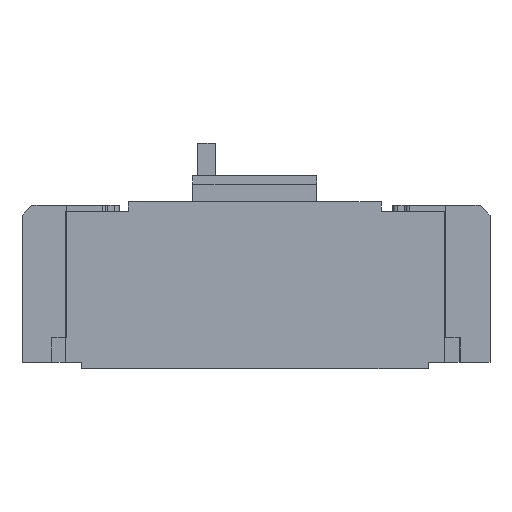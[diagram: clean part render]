
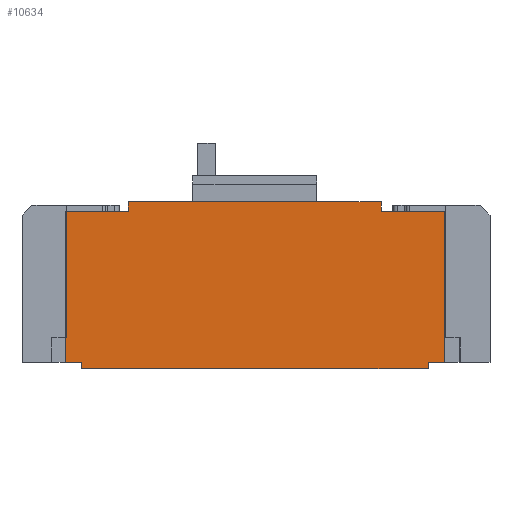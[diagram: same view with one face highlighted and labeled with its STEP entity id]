
A CAD part, left-side view. The second image highlights one B-rep face of the part: STEP entity #10634.
In plain terms, the highlighted planar face has unit normal (-1, 0, 0).
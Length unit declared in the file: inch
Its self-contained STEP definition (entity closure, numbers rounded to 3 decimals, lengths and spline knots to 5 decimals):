
#124 = VECTOR ( 'NONE', #12816, 39.37008 ) ;
#155 = ORIENTED_EDGE ( 'NONE', *, *, #4001, .F. ) ;
#221 = CARTESIAN_POINT ( 'NONE',  ( -2.06693, 4.48819, 2.5 ) ) ;
#502 = DIRECTION ( 'NONE',  ( 0., 0., -1. ) ) ;
#646 = LINE ( 'NONE', #7136, #15602 ) ;
#1183 = EDGE_CURVE ( 'NONE', #12027, #13002, #20555, .T. ) ;
#1356 = CARTESIAN_POINT ( 'NONE',  ( -2.06693, 0., 2.5 ) ) ;
#1614 = EDGE_CURVE ( 'NONE', #15913, #14166, #21362, .T. ) ;
#2074 = CARTESIAN_POINT ( 'NONE',  ( -2.06693, 0., 0.09843 ) ) ;
#2103 = DIRECTION ( 'NONE',  ( 0., 0., -1. ) ) ;
#2273 = CARTESIAN_POINT ( 'NONE',  ( -2.06693, 4.48819, 0. ) ) ;
#2468 = LINE ( 'NONE', #18312, #21082 ) ;
#2787 = CARTESIAN_POINT ( 'NONE',  ( -2.06693, 0., 0. ) ) ;
#2997 = VECTOR ( 'NONE', #10692, 39.37008 ) ;
#3534 = CARTESIAN_POINT ( 'NONE',  ( -2.06693, 0., 2.65748 ) ) ;
#3900 = ORIENTED_EDGE ( 'NONE', *, *, #1614, .F. ) ;
#4001 = EDGE_CURVE ( 'NONE', #14166, #22608, #4988, .T. ) ;
#4063 = EDGE_CURVE ( 'NONE', #13002, #10406, #10646, .T. ) ;
#4172 = CARTESIAN_POINT ( 'NONE',  ( -2.06693, -0.5315, 2.5 ) ) ;
#4352 = DIRECTION ( 'NONE',  ( 1., 0., 0. ) ) ;
#4823 = DIRECTION ( 'NONE',  ( 0., 0., 1. ) ) ;
#4978 = EDGE_CURVE ( 'NONE', #5455, #5548, #18209, .T. ) ;
#4988 = LINE ( 'NONE', #5673, #19617 ) ;
#5139 = EDGE_CURVE ( 'NONE', #6410, #15913, #18188, .T. ) ;
#5455 = VERTEX_POINT ( 'NONE', #21414 ) ;
#5548 = VERTEX_POINT ( 'NONE', #14546 ) ;
#5673 = CARTESIAN_POINT ( 'NONE',  ( -2.06693, 0.47244, 0. ) ) ;
#5765 = ORIENTED_EDGE ( 'NONE', *, *, #8770, .F. ) ;
#5908 = VERTEX_POINT ( 'NONE', #22811 ) ;
#6188 = CARTESIAN_POINT ( 'NONE',  ( -2.06693, 0.47244, 2.65748 ) ) ;
#6410 = VERTEX_POINT ( 'NONE', #221 ) ;
#6604 = CARTESIAN_POINT ( 'NONE',  ( -2.06693, 5.49213, 0. ) ) ;
#6731 = VECTOR ( 'NONE', #7657, 39.37008 ) ;
#7136 = CARTESIAN_POINT ( 'NONE',  ( -2.06693, 0., 2.5 ) ) ;
#7171 = VERTEX_POINT ( 'NONE', #10973 ) ;
#7506 = DIRECTION ( 'NONE',  ( 0., 0., -1. ) ) ;
#7565 = CARTESIAN_POINT ( 'NONE',  ( -2.06693, -0.27559, 0.09843 ) ) ;
#7657 = DIRECTION ( 'NONE',  ( 0., 1., 0. ) ) ;
#8299 = ORIENTED_EDGE ( 'NONE', *, *, #11202, .F. ) ;
#8364 = ORIENTED_EDGE ( 'NONE', *, *, #4063, .F. ) ;
#8770 = EDGE_CURVE ( 'NONE', #5548, #5908, #2468, .T. ) ;
#8847 = ORIENTED_EDGE ( 'NONE', *, *, #4978, .F. ) ;
#9373 = EDGE_LOOP ( 'NONE', ( #22426, #155, #3900, #19907, #8299, #22116, #5765, #8847, #13522, #21787, #8364, #15422 ) ) ;
#9836 = CARTESIAN_POINT ( 'NONE',  ( -2.06693, 4.48819, 2.65748 ) ) ;
#10406 = VERTEX_POINT ( 'NONE', #7565 ) ;
#10634 = ADVANCED_FACE ( 'NONE', ( #21767 ), #11402, .F. ) ;
#10646 = LINE ( 'NONE', #2074, #6731 ) ;
#10692 = DIRECTION ( 'NONE',  ( 0., 0., 1. ) ) ;
#10811 = DIRECTION ( 'NONE',  ( 0., -1., 0. ) ) ;
#10973 = CARTESIAN_POINT ( 'NONE',  ( -2.06693, 5.49213, 2.5 ) ) ;
#11125 = CARTESIAN_POINT ( 'NONE',  ( -2.06693, -0.5315, 0.09843 ) ) ;
#11202 = EDGE_CURVE ( 'NONE', #7171, #6410, #13277, .T. ) ;
#11402 = PLANE ( 'NONE',  #18059 ) ;
#11909 = EDGE_CURVE ( 'NONE', #22608, #12027, #646, .T. ) ;
#12027 = VERTEX_POINT ( 'NONE', #4172 ) ;
#12240 = VECTOR ( 'NONE', #20682, 39.37008 ) ;
#12816 = DIRECTION ( 'NONE',  ( 0., 0., 1. ) ) ;
#12971 = EDGE_CURVE ( 'NONE', #10406, #23309, #15624, .T. ) ;
#13002 = VERTEX_POINT ( 'NONE', #11125 ) ;
#13277 = LINE ( 'NONE', #1356, #16930 ) ;
#13522 = ORIENTED_EDGE ( 'NONE', *, *, #20394, .F. ) ;
#14166 = VERTEX_POINT ( 'NONE', #6188 ) ;
#14546 = CARTESIAN_POINT ( 'NONE',  ( -2.06693, 5.23622, 0.09843 ) ) ;
#15422 = ORIENTED_EDGE ( 'NONE', *, *, #1183, .F. ) ;
#15602 = VECTOR ( 'NONE', #19847, 39.37008 ) ;
#15624 = LINE ( 'NONE', #16324, #16778 ) ;
#15913 = VERTEX_POINT ( 'NONE', #9836 ) ;
#16324 = CARTESIAN_POINT ( 'NONE',  ( -2.06693, -0.27559, 0.09843 ) ) ;
#16543 = LINE ( 'NONE', #6604, #16832 ) ;
#16567 = VECTOR ( 'NONE', #10811, 39.37008 ) ;
#16778 = VECTOR ( 'NONE', #2103, 39.37008 ) ;
#16832 = VECTOR ( 'NONE', #4823, 39.37008 ) ;
#16930 = VECTOR ( 'NONE', #17696, 39.37008 ) ;
#17143 = DIRECTION ( 'NONE',  ( 0., 0., -1. ) ) ;
#17696 = DIRECTION ( 'NONE',  ( 0., -1., 0. ) ) ;
#17764 = EDGE_CURVE ( 'NONE', #5908, #7171, #16543, .T. ) ;
#18059 = AXIS2_PLACEMENT_3D ( 'NONE', #2787, #4352, #17143 ) ;
#18188 = LINE ( 'NONE', #2273, #124 ) ;
#18209 = LINE ( 'NONE', #21460, #2997 ) ;
#18312 = CARTESIAN_POINT ( 'NONE',  ( -2.06693, 0., 0.09843 ) ) ;
#18684 = CARTESIAN_POINT ( 'NONE',  ( -2.06693, -0.27559, 0. ) ) ;
#18840 = VECTOR ( 'NONE', #502, 39.37008 ) ;
#19236 = LINE ( 'NONE', #18684, #12240 ) ;
#19358 = CARTESIAN_POINT ( 'NONE',  ( -2.06693, 0.47244, 2.5 ) ) ;
#19470 = CARTESIAN_POINT ( 'NONE',  ( -2.06693, -0.27559, 0. ) ) ;
#19617 = VECTOR ( 'NONE', #7506, 39.37008 ) ;
#19847 = DIRECTION ( 'NONE',  ( 0., -1., 0. ) ) ;
#19907 = ORIENTED_EDGE ( 'NONE', *, *, #5139, .F. ) ;
#19982 = DIRECTION ( 'NONE',  ( 0., 1., 0. ) ) ;
#20394 = EDGE_CURVE ( 'NONE', #23309, #5455, #19236, .T. ) ;
#20537 = CARTESIAN_POINT ( 'NONE',  ( -2.06693, -0.5315, 0. ) ) ;
#20555 = LINE ( 'NONE', #20537, #18840 ) ;
#20682 = DIRECTION ( 'NONE',  ( 0., 1., 0. ) ) ;
#21082 = VECTOR ( 'NONE', #19982, 39.37008 ) ;
#21362 = LINE ( 'NONE', #3534, #16567 ) ;
#21414 = CARTESIAN_POINT ( 'NONE',  ( -2.06693, 5.23622, 0. ) ) ;
#21460 = CARTESIAN_POINT ( 'NONE',  ( -2.06693, 5.23622, 0. ) ) ;
#21767 = FACE_OUTER_BOUND ( 'NONE', #9373, .T. ) ;
#21787 = ORIENTED_EDGE ( 'NONE', *, *, #12971, .F. ) ;
#22116 = ORIENTED_EDGE ( 'NONE', *, *, #17764, .F. ) ;
#22426 = ORIENTED_EDGE ( 'NONE', *, *, #11909, .F. ) ;
#22608 = VERTEX_POINT ( 'NONE', #19358 ) ;
#22811 = CARTESIAN_POINT ( 'NONE',  ( -2.06693, 5.49213, 0.09843 ) ) ;
#23309 = VERTEX_POINT ( 'NONE', #19470 ) ;
